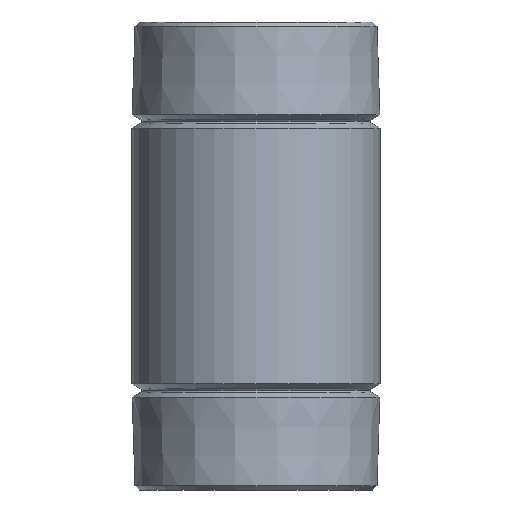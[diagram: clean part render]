
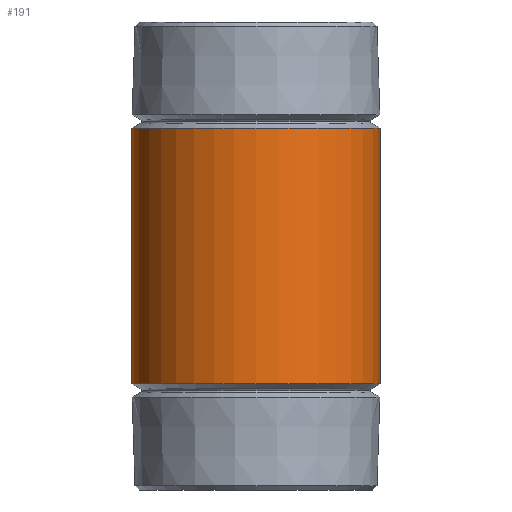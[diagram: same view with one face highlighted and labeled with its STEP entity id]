
A CAD part, front view. The second image highlights one B-rep face of the part: STEP entity #191.
In plain terms, the highlighted cylindrical face has radius 21.2 mm (diameter 42.4 mm), a partial arc.
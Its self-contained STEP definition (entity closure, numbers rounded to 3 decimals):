
#1 = EDGE_LOOP ( 'NONE', ( #192, #193, #198, #15 ) ) ;
#15 = ORIENTED_EDGE ( 'NONE', *, *, #17, .F. ) ;
#17 = EDGE_CURVE ( 'NONE', #55, #217, #295, .T. ) ;
#55 = VERTEX_POINT ( 'NONE', #394 ) ;
#83 = EDGE_CURVE ( 'NONE', #148, #55, #351, .T. ) ;
#148 = VERTEX_POINT ( 'NONE', #623 ) ;
#151 = VERTEX_POINT ( 'NONE', #587 ) ;
#191 = ADVANCED_FACE ( 'NONE', ( #732 ), #726, .T. ) ;
#192 = ORIENTED_EDGE ( 'NONE', *, *, #83, .F. ) ;
#193 = ORIENTED_EDGE ( 'NONE', *, *, #197, .F. ) ;
#197 = EDGE_CURVE ( 'NONE', #151, #148, #722, .T. ) ;
#198 = ORIENTED_EDGE ( 'NONE', *, *, #232, .T. ) ;
#217 = VERTEX_POINT ( 'NONE', #756 ) ;
#232 = EDGE_CURVE ( 'NONE', #151, #217, #740, .T. ) ;
#268 = CARTESIAN_POINT ( 'NONE',  ( 0., 0., -18.152 ) ) ;
#292 = DIRECTION ( 'NONE',  ( -1., 0., 0. ) ) ;
#293 = DIRECTION ( 'NONE',  ( 0., 0., 1. ) ) ;
#294 = AXIS2_PLACEMENT_3D ( 'NONE', #268, #293, #292 ) ;
#295 = CIRCLE ( 'NONE', #294, 21.2 ) ;
#350 = CARTESIAN_POINT ( 'NONE',  ( -21.2, 0., 0. ) ) ;
#351 = LINE ( 'NONE', #350, #427 ) ;
#394 = CARTESIAN_POINT ( 'NONE',  ( -21.2, 0., -18.152 ) ) ;
#426 = DIRECTION ( 'NONE',  ( 0., 0., 1. ) ) ;
#427 = VECTOR ( 'NONE', #426, 1000. ) ;
#587 = CARTESIAN_POINT ( 'NONE',  ( 21.2, 0., -61.848 ) ) ;
#623 = CARTESIAN_POINT ( 'NONE',  ( -21.2, 0., -61.848 ) ) ;
#718 = DIRECTION ( 'NONE',  ( 1., 0., 0. ) ) ;
#719 = DIRECTION ( 'NONE',  ( 0., 0., -1. ) ) ;
#720 = CARTESIAN_POINT ( 'NONE',  ( 0., 0., -61.848 ) ) ;
#721 = AXIS2_PLACEMENT_3D ( 'NONE', #720, #719, #718 ) ;
#722 = CIRCLE ( 'NONE', #721, 21.2 ) ;
#723 = DIRECTION ( 'NONE',  ( 1., 0., 0. ) ) ;
#724 = DIRECTION ( 'NONE',  ( 0., 0., 1. ) ) ;
#725 = AXIS2_PLACEMENT_3D ( 'NONE', #727, #724, #723 ) ;
#726 = CYLINDRICAL_SURFACE ( 'NONE', #725, 21.2 ) ;
#727 = CARTESIAN_POINT ( 'NONE',  ( 0., 0., 0. ) ) ;
#732 = FACE_OUTER_BOUND ( 'NONE', #1, .T. ) ;
#737 = DIRECTION ( 'NONE',  ( 0., 0., 1. ) ) ;
#738 = VECTOR ( 'NONE', #737, 1000. ) ;
#739 = CARTESIAN_POINT ( 'NONE',  ( 21.2, 0., 0. ) ) ;
#740 = LINE ( 'NONE', #739, #738 ) ;
#756 = CARTESIAN_POINT ( 'NONE',  ( 21.2, 0., -18.152 ) ) ;
